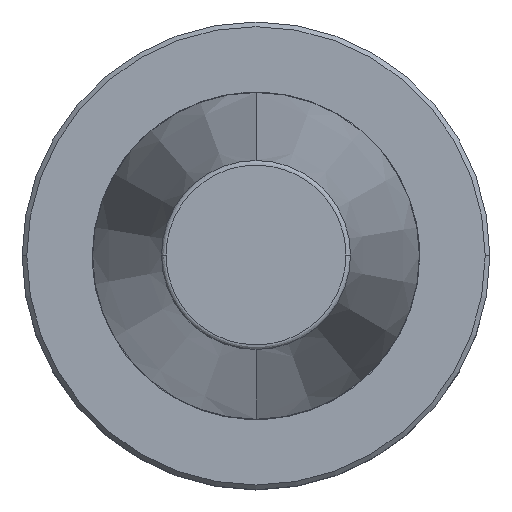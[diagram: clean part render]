
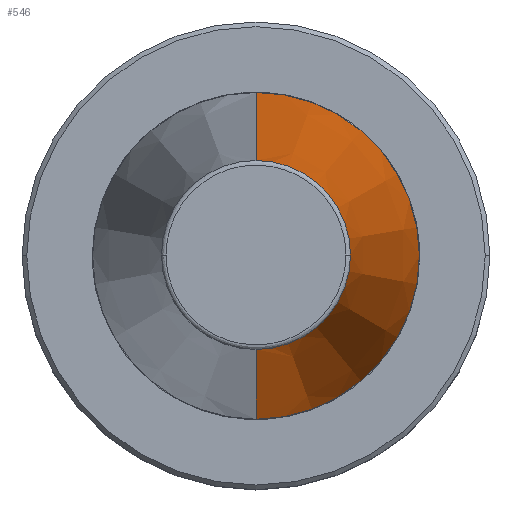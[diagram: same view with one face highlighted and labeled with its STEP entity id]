
A CAD part, top view. The second image highlights one B-rep face of the part: STEP entity #546.
In plain terms, the highlighted conical face has half-angle 8.297 degrees and reference radius 34.925 mm.
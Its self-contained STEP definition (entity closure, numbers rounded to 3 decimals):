
#121 = DIRECTION ( 'NONE',  ( 0., 0.144, -0.99 ) ) ;
#132 = EDGE_CURVE ( 'NONE', #919, #2524, #1589, .T. ) ;
#133 = CARTESIAN_POINT ( 'NONE',  ( 0., 34.925, 0. ) ) ;
#181 = DIRECTION ( 'NONE',  ( -1., 0., 0. ) ) ;
#184 = DIRECTION ( 'NONE',  ( 0., 0., -1. ) ) ;
#188 = CARTESIAN_POINT ( 'NONE',  ( 0., 0., 100.944 ) ) ;
#274 = CIRCLE ( 'NONE', #2015, 20.204 ) ;
#329 = CARTESIAN_POINT ( 'NONE',  ( 0., 34.925, 0. ) ) ;
#454 = ORIENTED_EDGE ( 'NONE', *, *, #899, .T. ) ;
#519 = LINE ( 'NONE', #851, #1131 ) ;
#546 = ADVANCED_FACE ( 'NONE', ( #659 ), #1652, .T. ) ;
#594 = AXIS2_PLACEMENT_3D ( 'NONE', #2399, #2045, #2134 ) ;
#635 = DIRECTION ( 'NONE',  ( -1., 0., 0. ) ) ;
#638 = DIRECTION ( 'NONE',  ( 0., 0., 1. ) ) ;
#644 = CARTESIAN_POINT ( 'NONE',  ( 0., 0., 0. ) ) ;
#659 = FACE_OUTER_BOUND ( 'NONE', #2506, .T. ) ;
#705 = CARTESIAN_POINT ( 'NONE',  ( 0., 20.204, 100.944 ) ) ;
#839 = CARTESIAN_POINT ( 'NONE',  ( 34.925, 0., 0. ) ) ;
#851 = CARTESIAN_POINT ( 'NONE',  ( 0., -34.925, 0. ) ) ;
#858 = DIRECTION ( 'NONE',  ( 0., -0.144, -0.99 ) ) ;
#899 = EDGE_CURVE ( 'NONE', #1667, #1741, #519, .T. ) ;
#919 = VERTEX_POINT ( 'NONE', #839 ) ;
#1009 = AXIS2_PLACEMENT_3D ( 'NONE', #644, #638, #635 ) ;
#1100 = ORIENTED_EDGE ( 'NONE', *, *, #1461, .F. ) ;
#1131 = VECTOR ( 'NONE', #858, 1000. ) ;
#1259 = CARTESIAN_POINT ( 'NONE',  ( 0., -20.204, 100.944 ) ) ;
#1270 = CIRCLE ( 'NONE', #1633, 20.204 ) ;
#1272 = VECTOR ( 'NONE', #121, 1000. ) ;
#1401 = EDGE_CURVE ( 'NONE', #1869, #1667, #274, .T. ) ;
#1461 = EDGE_CURVE ( 'NONE', #2353, #2524, #1841, .T. ) ;
#1571 = DIRECTION ( 'NONE',  ( -1., 0., 0. ) ) ;
#1574 = DIRECTION ( 'NONE',  ( 0., 0., -1. ) ) ;
#1580 = CARTESIAN_POINT ( 'NONE',  ( 0., 0., 100.944 ) ) ;
#1589 = CIRCLE ( 'NONE', #594, 34.925 ) ;
#1633 = AXIS2_PLACEMENT_3D ( 'NONE', #1580, #1574, #1571 ) ;
#1652 = CONICAL_SURFACE ( 'NONE', #2502, 34.925, 0.145 ) ;
#1667 = VERTEX_POINT ( 'NONE', #1259 ) ;
#1672 = CARTESIAN_POINT ( 'NONE',  ( 20.204, 0., 100.944 ) ) ;
#1741 = VERTEX_POINT ( 'NONE', #2525 ) ;
#1841 = LINE ( 'NONE', #133, #1272 ) ;
#1862 = DIRECTION ( 'NONE',  ( 0., 0., -1. ) ) ;
#1869 = VERTEX_POINT ( 'NONE', #1672 ) ;
#1908 = EDGE_CURVE ( 'NONE', #2353, #1869, #1270, .T. ) ;
#2015 = AXIS2_PLACEMENT_3D ( 'NONE', #188, #184, #181 ) ;
#2045 = DIRECTION ( 'NONE',  ( 0., 0., 1. ) ) ;
#2134 = DIRECTION ( 'NONE',  ( -1., 0., 0. ) ) ;
#2172 = ORIENTED_EDGE ( 'NONE', *, *, #2364, .T. ) ;
#2208 = DIRECTION ( 'NONE',  ( 0., 1., 0. ) ) ;
#2261 = ORIENTED_EDGE ( 'NONE', *, *, #1401, .T. ) ;
#2311 = CIRCLE ( 'NONE', #1009, 34.925 ) ;
#2315 = CARTESIAN_POINT ( 'NONE',  ( 0., 0., 0. ) ) ;
#2353 = VERTEX_POINT ( 'NONE', #705 ) ;
#2364 = EDGE_CURVE ( 'NONE', #1741, #919, #2311, .T. ) ;
#2399 = CARTESIAN_POINT ( 'NONE',  ( 0., 0., 0. ) ) ;
#2491 = ORIENTED_EDGE ( 'NONE', *, *, #132, .T. ) ;
#2502 = AXIS2_PLACEMENT_3D ( 'NONE', #2315, #1862, #2208 ) ;
#2506 = EDGE_LOOP ( 'NONE', ( #2701, #2261, #454, #2172, #2491, #1100 ) ) ;
#2524 = VERTEX_POINT ( 'NONE', #329 ) ;
#2525 = CARTESIAN_POINT ( 'NONE',  ( 0., -34.925, 0. ) ) ;
#2701 = ORIENTED_EDGE ( 'NONE', *, *, #1908, .T. ) ;
